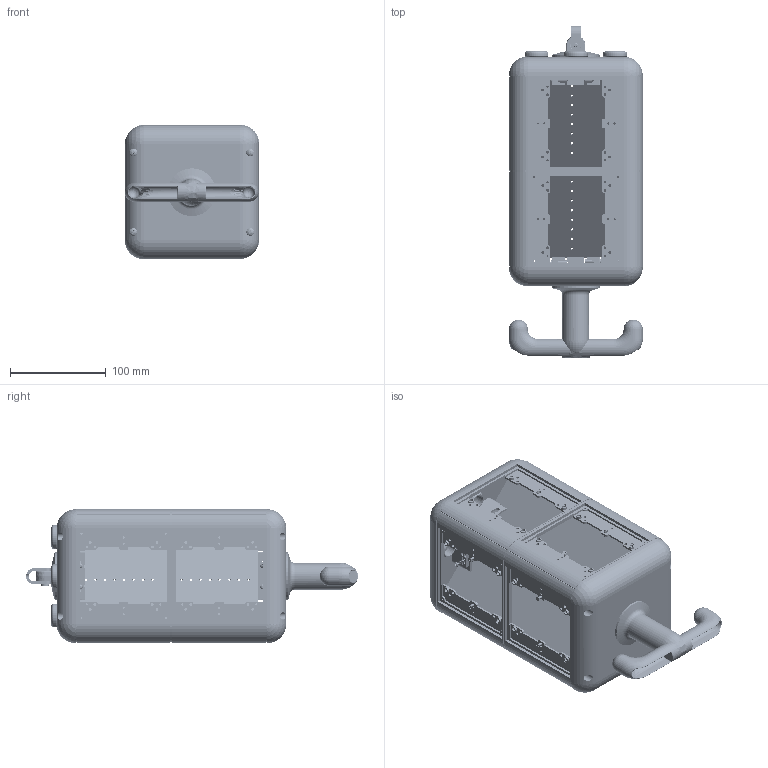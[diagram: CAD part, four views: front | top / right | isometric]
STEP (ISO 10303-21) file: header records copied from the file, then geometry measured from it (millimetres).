
FILE_DESCRIPTION (( 'STEP AP214' ), '1' );
FILE_NAME ('34900C0.STEP', '2016-04-29T09:35:05', ( '' ), ( '' ), 'SwSTEP 2.0', 'SolidWorks 2014', '' );
FILE_SCHEMA (( 'AUTOMOTIVE_DESIGN' ));
Length unit declared in the file: millimetre
Products named in the file (18): 34900C0; 52413WM; 56741; P_34708_1; 34951C; P_53013AA_1; P_42403C_1; P_01336_1; 42440; P_42404A_1; 35104321; 40066A; P_39406494_2; P_35104430_1; P_39406494_4; P_39440646_1; P_43330A_1; P_43331A6_1
Assembly tree (55 placements, depth 3):
  34900C0
    P_43331A6_1  x4
    P_43330A_1  x4
    P_39440646_1  x2
    40066A  x4
      P_39406494_4
      P_35104430_1
      P_39406494_2
    35104321  x16
    P_42404A_1
    42440  x2
    P_01336_1  x2
    P_42403C_1
    P_53013AA_1  x8
    34951C
    P_34708_1  x4
    56741
    52413WM
Bounding box: 140.5 x 347 x 140.5 mm (x, y, z)
Volume: 470631.8 mm3; surface area: 444415.3 mm2
Topology: 63 solids, 63 shells, 3190 faces, 8246 edges, 5336 vertices
Faces by surface type: plane 1525, cylinder 1262, torus 219, bspline 81, cone 77, sphere 26
Full cylindrical faces by diameter (mm): 1.66 x112, 2.2 x96, 2.5 x32, 3 x194, 3.2 x16, 3.25 x9, 3.4 x8, 3.5 x1, 4 x33, 4.4 x8, 5.12 x1, 5.3 x8, 5.5 x1, 5.6 x4, 6 x32, 7.5 x8, 8 x8, 8.3 x8, 8.5 x1, 10 x4, 12 x2, 14.5 x4, 19.8 x8, 22 x4, 22.1 x2, 22.5 x1, 25 x4, 28 x1, 30 x2, 34 x2
Entity records: 38690 total; most frequent: CARTESIAN_POINT 11491, DIRECTION 5390, ORIENTED_EDGE 4968, EDGE_CURVE 2484, AXIS2_PLACEMENT_3D 2015, VERTEX_POINT 1700, EDGE_LOOP 1484, VECTOR 1360
